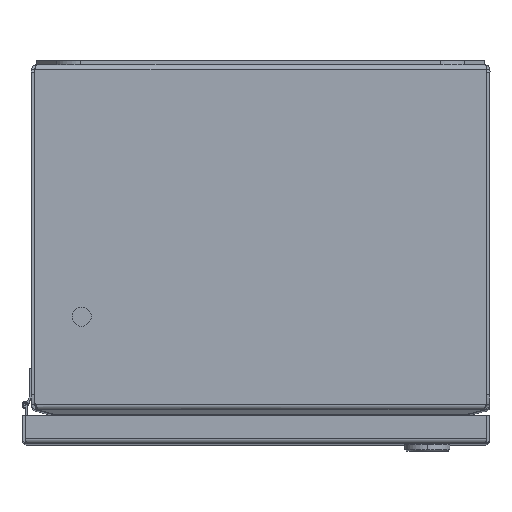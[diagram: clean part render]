
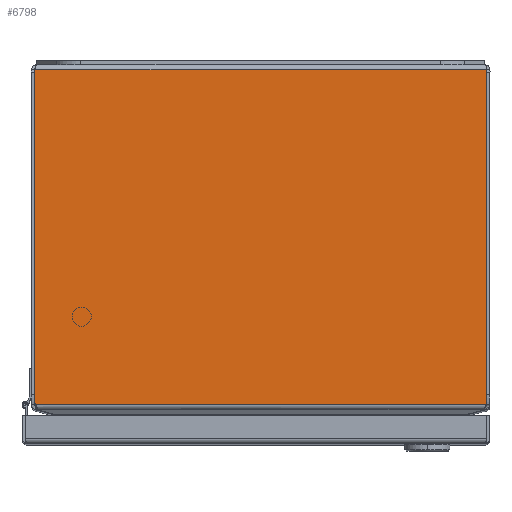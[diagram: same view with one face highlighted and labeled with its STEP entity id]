
A CAD part, top view. The second image highlights one B-rep face of the part: STEP entity #6798.
In plain terms, the highlighted planar face has unit normal (0, 0, 1).
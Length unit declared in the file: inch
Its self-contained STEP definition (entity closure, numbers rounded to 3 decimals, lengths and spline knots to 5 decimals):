
#64 = AXIS2_PLACEMENT_3D ( 'NONE', #24733, #7466, #21182 ) ;
#838 = CARTESIAN_POINT ( 'NONE',  ( 3.94289, -5.83953, 7. ) ) ;
#1658 = PLANE ( 'NONE',  #64 ) ;
#1672 = VECTOR ( 'NONE', #13740, 39.37008 ) ;
#2449 = CARTESIAN_POINT ( 'NONE',  ( 3.66189, -5.83953, 7. ) ) ;
#2594 = VECTOR ( 'NONE', #14909, 39.37008 ) ;
#2966 = CARTESIAN_POINT ( 'NONE',  ( -3.94289, -5.83953, 7. ) ) ;
#3448 = FACE_OUTER_BOUND ( 'NONE', #17522, .T. ) ;
#4312 = CARTESIAN_POINT ( 'NONE',  ( 27.527, -5.93401, 7. ) ) ;
#5151 = ORIENTED_EDGE ( 'NONE', *, *, #16362, .F. ) ;
#6190 = AXIS2_PLACEMENT_3D ( 'NONE', #24546, #7524, #22889 ) ;
#6208 = VERTEX_POINT ( 'NONE', #838 ) ;
#6798 = ADVANCED_FACE ( 'NONE', ( #3448 ), #1658, .F. ) ;
#7466 = DIRECTION ( 'NONE',  ( 0., 0., -1. ) ) ;
#7524 = DIRECTION ( 'NONE',  ( 0., 0., -1. ) ) ;
#8152 = CARTESIAN_POINT ( 'NONE',  ( 3.92653, -5.93401, 7. ) ) ;
#8891 = AXIS2_PLACEMENT_3D ( 'NONE', #2449, #19832, #23877 ) ;
#9153 = EDGE_CURVE ( 'NONE', #19586, #16826, #20454, .T. ) ;
#11445 = VECTOR ( 'NONE', #17310, 39.37008 ) ;
#11864 = LINE ( 'NONE', #4312, #1672 ) ;
#12040 = VERTEX_POINT ( 'NONE', #8152 ) ;
#13045 = CARTESIAN_POINT ( 'NONE',  ( -3.94289, 0., 7. ) ) ;
#13257 = ORIENTED_EDGE ( 'NONE', *, *, #23366, .F. ) ;
#13288 = CARTESIAN_POINT ( 'NONE',  ( -3.92653, -5.93401, 7. ) ) ;
#13497 = VERTEX_POINT ( 'NONE', #13288 ) ;
#13740 = DIRECTION ( 'NONE',  ( -1., 0., 0. ) ) ;
#14129 = CIRCLE ( 'NONE', #8891, 0.281 ) ;
#14675 = CIRCLE ( 'NONE', #6190, 0.281 ) ;
#14909 = DIRECTION ( 'NONE',  ( 1., 0., 0. ) ) ;
#15207 = ORIENTED_EDGE ( 'NONE', *, *, #9153, .F. ) ;
#16212 = ORIENTED_EDGE ( 'NONE', *, *, #24427, .F. ) ;
#16309 = CARTESIAN_POINT ( 'NONE',  ( 3.94289, -0.086, 7. ) ) ;
#16362 = EDGE_CURVE ( 'NONE', #13497, #18188, #14675, .T. ) ;
#16367 = CARTESIAN_POINT ( 'NONE',  ( 3.94289, 0., 7. ) ) ;
#16563 = ORIENTED_EDGE ( 'NONE', *, *, #21939, .F. ) ;
#16574 = CARTESIAN_POINT ( 'NONE',  ( -3.94289, -0.086, 7. ) ) ;
#16802 = CARTESIAN_POINT ( 'NONE',  ( -3.914, -0.086, 7. ) ) ;
#16826 = VERTEX_POINT ( 'NONE', #16309 ) ;
#17310 = DIRECTION ( 'NONE',  ( 0., 1., 0. ) ) ;
#17522 = EDGE_LOOP ( 'NONE', ( #16212, #16563, #15207, #13257, #5151, #20065 ) ) ;
#18188 = VERTEX_POINT ( 'NONE', #2966 ) ;
#18607 = DIRECTION ( 'NONE',  ( 0., -1., 0. ) ) ;
#18609 = EDGE_CURVE ( 'NONE', #12040, #13497, #11864, .T. ) ;
#18946 = LINE ( 'NONE', #13045, #11445 ) ;
#19586 = VERTEX_POINT ( 'NONE', #16574 ) ;
#19832 = DIRECTION ( 'NONE',  ( 0., 0., -1. ) ) ;
#20065 = ORIENTED_EDGE ( 'NONE', *, *, #18609, .F. ) ;
#20454 = LINE ( 'NONE', #16802, #2594 ) ;
#21114 = VECTOR ( 'NONE', #18607, 39.37008 ) ;
#21182 = DIRECTION ( 'NONE',  ( -1., 0., 0. ) ) ;
#21939 = EDGE_CURVE ( 'NONE', #16826, #6208, #24547, .T. ) ;
#22889 = DIRECTION ( 'NONE',  ( -1., 0., 0. ) ) ;
#23366 = EDGE_CURVE ( 'NONE', #18188, #19586, #18946, .T. ) ;
#23877 = DIRECTION ( 'NONE',  ( 0., 1., 0. ) ) ;
#24427 = EDGE_CURVE ( 'NONE', #6208, #12040, #14129, .T. ) ;
#24546 = CARTESIAN_POINT ( 'NONE',  ( -3.66189, -5.83953, 7. ) ) ;
#24547 = LINE ( 'NONE', #16367, #21114 ) ;
#24733 = CARTESIAN_POINT ( 'NONE',  ( 27.527, 0., 7. ) ) ;
